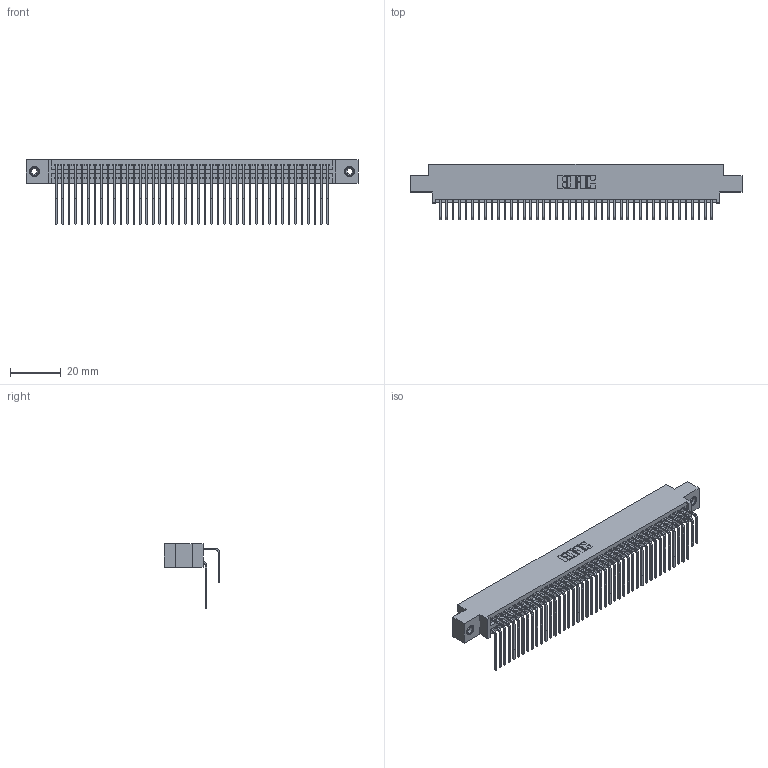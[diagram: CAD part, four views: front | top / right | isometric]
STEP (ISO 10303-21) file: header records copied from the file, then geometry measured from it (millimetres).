
FILE_DESCRIPTION (( 'STEP AP203' ), '1' );
FILE_NAME ('345-086-558-808.STEP', '2018-10-04T07:34:01', ( '' ), ( '' ), 'SwSTEP 2.0', 'SolidWorks 2016', '' );
FILE_SCHEMA (( 'CONFIG_CONTROL_DESIGN' ));
Length unit declared in the file: inch
Products named in the file (5): 345-292-001_558 Tail - 2; 345-292-001_558 559 Tail - 1; 345-086-558-808; 345 Part_0.170 Offset - 0.156 Dia-TI; 345-250-001_345-250-003-102
Assembly tree (89 placements, depth 2):
  345-086-558-808
    345 Part_0.170 Offset - 0.156 Dia-TI
    345-292-001_558 559 Tail - 1  x43
    345-292-001_558 Tail - 2  x43
    345-250-001_345-250-003-102  x2
Bounding box: 130.43 x 21.83 x 25.53 mm (x, y, z)
Volume: 13055.5 mm3; surface area: 21807.4 mm2
Topology: 89 solids, 89 shells, 4662 faces, 13819 edges, 9090 vertices
Faces by surface type: plane 3126, cylinder 1520, cone 12, torus 4
Entity records: 36574 total; most frequent: CARTESIAN_POINT 6158, ORIENTED_EDGE 6034, DIRECTION 5427, EDGE_CURVE 3017, LINE 2653, VECTOR 2653, VERTEX_POINT 2004, AXIS2_PLACEMENT_3D 1387
